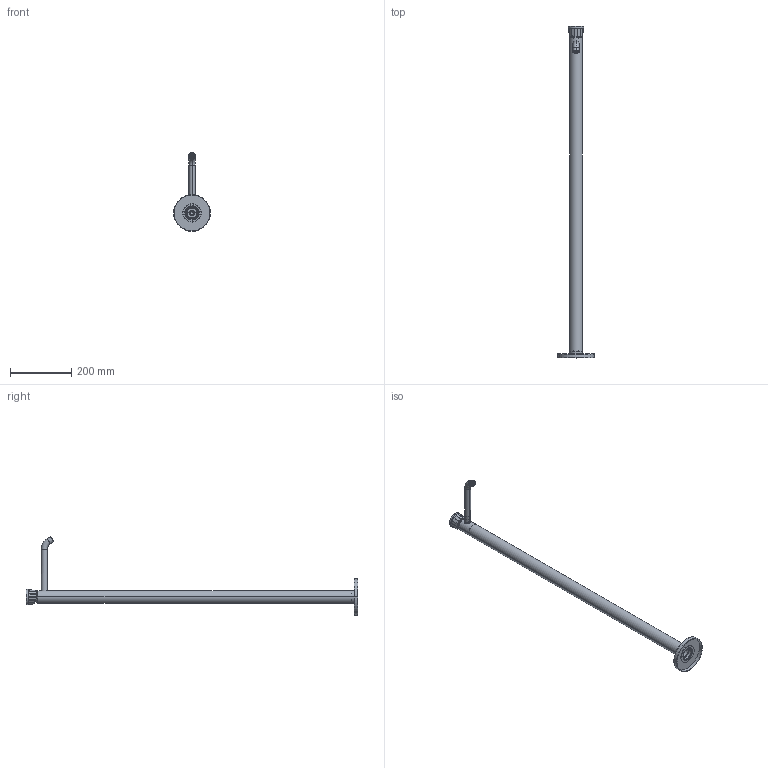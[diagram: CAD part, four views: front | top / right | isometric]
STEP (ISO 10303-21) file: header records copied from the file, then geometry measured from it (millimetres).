
FILE_DESCRIPTION((''),'2;1');
FILE_NAME('OIELEP003RO_ASM','2025-10-16T14:52:45',('Administrator'),(''),'CREO PARAMETRIC BY PTC INC, 2024493','CREO PARAMETRIC BY PTC INC, 2024493','');
FILE_SCHEMA(('CONFIG_CONTROL_DESIGN','SHAPE_APPEARANCE_LAYERS_GROUPS'));
Length unit declared in the file: millimetre
Products named in the file (9): OIBR00629; OIBR00327; OICT00021; OIAR00046; OIBR00597; OIBR00998; OIVT00002; OIAQ00013; OIELEP003RO_ASM
Assembly tree (8 placements, depth 2):
  OIELEP003RO_ASM
    OIBR00629
    OIBR00327
    OICT00021
    OIAR00046
    OIBR00597
    OIBR00998
    OIVT00002
    OIAQ00013
Bounding box: 120 x 1085.62 x 257.13 mm (x, y, z)
Volume: 396878.1 mm3; surface area: 329344.8 mm2
Topology: 9 solids, 14 shells, 903 faces, 2522 edges, 1645 vertices
Faces by surface type: plane 560, cylinder 151, torus 89, cone 67, bspline 26, sphere 10
Entity records: 42187 total; most frequent: CARTESIAN_POINT 12887, ORIENTED_EDGE 5008, DIRECTION 4158, EDGE_CURVE 2514, VERTEX_POINT 1645, AXIS2_PLACEMENT_3D 1525, PRESENTATION_STYLE_ASSIGNMENT 1295, STYLED_ITEM 1295
